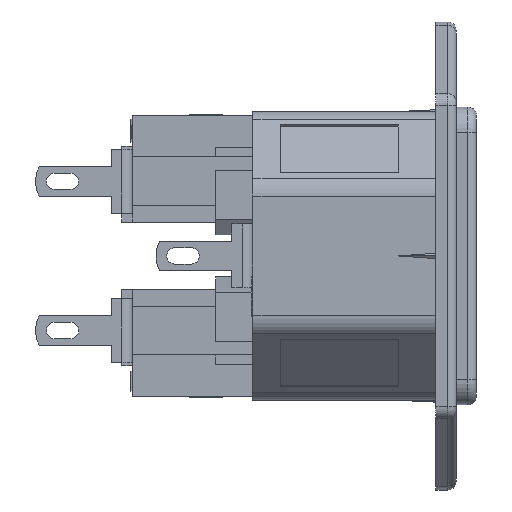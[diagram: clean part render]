
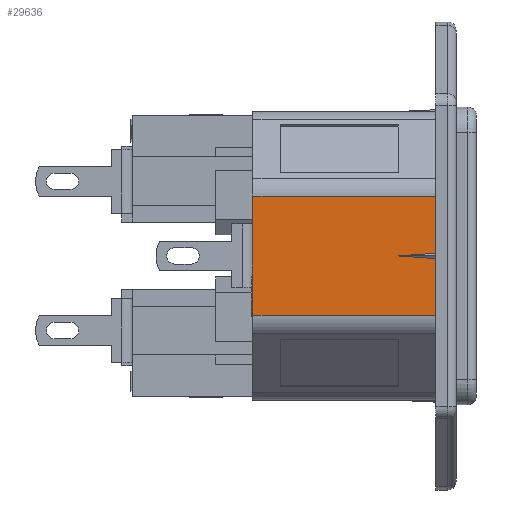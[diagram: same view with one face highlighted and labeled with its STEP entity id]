
A CAD part, front view. The second image highlights one B-rep face of the part: STEP entity #29636.
In plain terms, the highlighted planar face has unit normal (0, -1, 0).
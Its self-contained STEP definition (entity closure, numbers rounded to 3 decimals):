
#1173 = LINE ( 'NONE', #15930, #1587 ) ;
#1541 = CARTESIAN_POINT ( 'NONE',  ( -17.15, -15.43, -5.577 ) ) ;
#1587 = VECTOR ( 'NONE', #27492, 1000. ) ;
#2885 = ORIENTED_EDGE ( 'NONE', *, *, #22067, .T. ) ;
#3521 = DIRECTION ( 'NONE',  ( -1., 0., 0. ) ) ;
#4135 = VERTEX_POINT ( 'NONE', #17940 ) ;
#4724 = VERTEX_POINT ( 'NONE', #1541 ) ;
#4814 = EDGE_CURVE ( 'NONE', #27342, #4135, #1173, .T. ) ;
#5652 = LINE ( 'NONE', #20634, #35977 ) ;
#6421 = VERTEX_POINT ( 'NONE', #20521 ) ;
#6999 = EDGE_CURVE ( 'NONE', #11147, #6421, #24254, .T. ) ;
#8882 = DIRECTION ( 'NONE',  ( -0.997, 0., -0.073 ) ) ;
#9486 = CARTESIAN_POINT ( 'NONE',  ( 0., -15.43, 5.577 ) ) ;
#9720 = ORIENTED_EDGE ( 'NONE', *, *, #11567, .F. ) ;
#9834 = DIRECTION ( 'NONE',  ( -0.997, 0., 0.073 ) ) ;
#10602 = LINE ( 'NONE', #30881, #13816 ) ;
#10759 = VECTOR ( 'NONE', #3521, 1000. ) ;
#11043 = EDGE_CURVE ( 'NONE', #27342, #12066, #36913, .T. ) ;
#11147 = VERTEX_POINT ( 'NONE', #14730 ) ;
#11348 = VECTOR ( 'NONE', #21102, 1000. ) ;
#11567 = EDGE_CURVE ( 'NONE', #33568, #4724, #17547, .T. ) ;
#12066 = VERTEX_POINT ( 'NONE', #29981 ) ;
#12991 = CARTESIAN_POINT ( 'NONE',  ( -12.85, -15.43, 6.555 ) ) ;
#13816 = VECTOR ( 'NONE', #28584, 1000. ) ;
#14730 = CARTESIAN_POINT ( 'NONE',  ( 0., -15.43, -0.255 ) ) ;
#15930 = CARTESIAN_POINT ( 'NONE',  ( 0., -15.43, 5.577 ) ) ;
#17547 = LINE ( 'NONE', #29469, #10759 ) ;
#17926 = ORIENTED_EDGE ( 'NONE', *, *, #4814, .F. ) ;
#17940 = CARTESIAN_POINT ( 'NONE',  ( 0., -15.43, 0.255 ) ) ;
#17953 = ORIENTED_EDGE ( 'NONE', *, *, #6999, .T. ) ;
#18308 = DIRECTION ( 'NONE',  ( 0., 0., -1. ) ) ;
#18824 = LINE ( 'NONE', #24140, #11348 ) ;
#18869 = PLANE ( 'NONE',  #27009 ) ;
#20521 = CARTESIAN_POINT ( 'NONE',  ( -3.5, -15.43, 0. ) ) ;
#20634 = CARTESIAN_POINT ( 'NONE',  ( 0., -15.43, 0.255 ) ) ;
#21102 = DIRECTION ( 'NONE',  ( 0., 0., -1. ) ) ;
#22067 = EDGE_CURVE ( 'NONE', #12066, #4724, #18824, .T. ) ;
#22697 = EDGE_CURVE ( 'NONE', #11147, #33568, #10602, .T. ) ;
#22702 = CARTESIAN_POINT ( 'NONE',  ( 0., -15.43, -5.577 ) ) ;
#23199 = ORIENTED_EDGE ( 'NONE', *, *, #11043, .T. ) ;
#24007 = VECTOR ( 'NONE', #9834, 1000. ) ;
#24140 = CARTESIAN_POINT ( 'NONE',  ( -17.15, -15.43, 5.577 ) ) ;
#24254 = LINE ( 'NONE', #35790, #24007 ) ;
#27009 = AXIS2_PLACEMENT_3D ( 'NONE', #12991, #33260, #18308 ) ;
#27342 = VERTEX_POINT ( 'NONE', #9486 ) ;
#27492 = DIRECTION ( 'NONE',  ( 0., 0., -1. ) ) ;
#27580 = EDGE_CURVE ( 'NONE', #4135, #6421, #5652, .T. ) ;
#28584 = DIRECTION ( 'NONE',  ( 0., 0., -1. ) ) ;
#29469 = CARTESIAN_POINT ( 'NONE',  ( 0., -15.43, -5.577 ) ) ;
#29636 = ADVANCED_FACE ( 'NONE', ( #36098 ), #18869, .T. ) ;
#29981 = CARTESIAN_POINT ( 'NONE',  ( -17.15, -15.43, 5.577 ) ) ;
#30881 = CARTESIAN_POINT ( 'NONE',  ( 0., -15.43, -0.255 ) ) ;
#30889 = VECTOR ( 'NONE', #34440, 1000. ) ;
#31042 = CARTESIAN_POINT ( 'NONE',  ( 0., -15.43, 5.577 ) ) ;
#33260 = DIRECTION ( 'NONE',  ( 0., -1., 0. ) ) ;
#33341 = ORIENTED_EDGE ( 'NONE', *, *, #22697, .F. ) ;
#33568 = VERTEX_POINT ( 'NONE', #22702 ) ;
#34440 = DIRECTION ( 'NONE',  ( -1., 0., 0. ) ) ;
#35790 = CARTESIAN_POINT ( 'NONE',  ( 0., -15.43, -0.255 ) ) ;
#35977 = VECTOR ( 'NONE', #8882, 1000. ) ;
#36098 = FACE_OUTER_BOUND ( 'NONE', #36707, .T. ) ;
#36693 = ORIENTED_EDGE ( 'NONE', *, *, #27580, .F. ) ;
#36707 = EDGE_LOOP ( 'NONE', ( #36693, #17926, #23199, #2885, #9720, #33341, #17953 ) ) ;
#36913 = LINE ( 'NONE', #31042, #30889 ) ;
